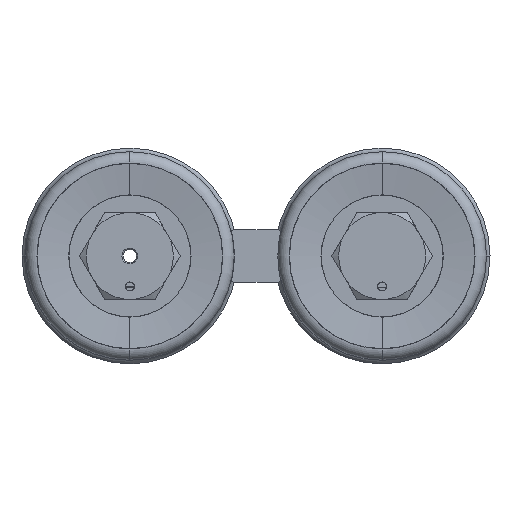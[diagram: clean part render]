
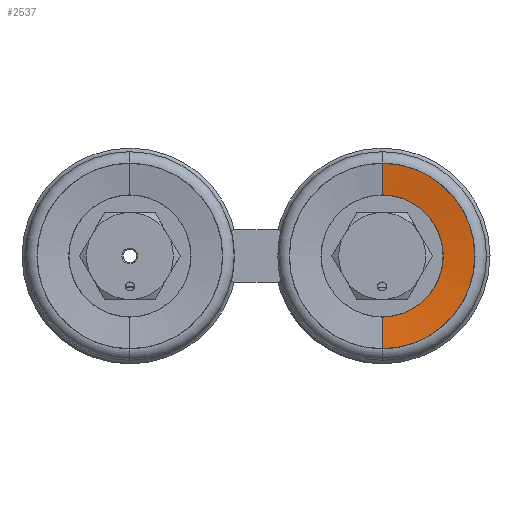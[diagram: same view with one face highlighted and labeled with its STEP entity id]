
A CAD part, left-side view. The second image highlights one B-rep face of the part: STEP entity #2537.
In plain terms, the highlighted conical face has half-angle 82.262 degrees and reference radius 33.814 mm.
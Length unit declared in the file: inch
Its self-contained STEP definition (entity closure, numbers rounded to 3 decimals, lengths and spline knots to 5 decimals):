
#606 = ORIENTED_EDGE ( 'NONE', *, *, #17547, .T. ) ;
#1179 = CONICAL_SURFACE ( 'NONE', #5670, 1.33125, 1.436 ) ;
#2537 = ADVANCED_FACE ( 'NONE', ( #10492 ), #1179, .F. ) ;
#2662 = CIRCLE ( 'NONE', #23002, 1.33125 ) ;
#2909 = CARTESIAN_POINT ( 'NONE',  ( 0.008, 0., 0.875 ) ) ;
#3267 = LINE ( 'NONE', #7039, #18934 ) ;
#3408 = VECTOR ( 'NONE', #10965, 39.37008 ) ;
#3759 = LINE ( 'NONE', #7184, #3408 ) ;
#3862 = AXIS2_PLACEMENT_3D ( 'NONE', #22782, #10055, #10170 ) ;
#4721 = DIRECTION ( 'NONE',  ( -1., 0., 0. ) ) ;
#5670 = AXIS2_PLACEMENT_3D ( 'NONE', #8595, #4721, #20980 ) ;
#5691 = EDGE_LOOP ( 'NONE', ( #16314, #18648, #606, #23234 ) ) ;
#6985 = DIRECTION ( 'NONE',  ( 0., -1., 0. ) ) ;
#7039 = CARTESIAN_POINT ( 'NONE',  ( -0.054, 0., -1.33125 ) ) ;
#7053 = VERTEX_POINT ( 'NONE', #12297 ) ;
#7184 = CARTESIAN_POINT ( 'NONE',  ( -0.054, 0., 1.33125 ) ) ;
#8595 = CARTESIAN_POINT ( 'NONE',  ( -0.054, 0., 0. ) ) ;
#8745 = DIRECTION ( 'NONE',  ( -1., 0., 0. ) ) ;
#10055 = DIRECTION ( 'NONE',  ( -1., 0., 0. ) ) ;
#10170 = DIRECTION ( 'NONE',  ( 0., 0., 1. ) ) ;
#10492 = FACE_OUTER_BOUND ( 'NONE', #5691, .T. ) ;
#10628 = EDGE_CURVE ( 'NONE', #17603, #11900, #22673, .T. ) ;
#10965 = DIRECTION ( 'NONE',  ( -0.135, 0., 0.991 ) ) ;
#11900 = VERTEX_POINT ( 'NONE', #2909 ) ;
#12106 = VERTEX_POINT ( 'NONE', #16066 ) ;
#12297 = CARTESIAN_POINT ( 'NONE',  ( -0.054, 0., -1.33125 ) ) ;
#12460 = DIRECTION ( 'NONE',  ( -0.135, 0., -0.991 ) ) ;
#16066 = CARTESIAN_POINT ( 'NONE',  ( -0.054, 0., 1.33125 ) ) ;
#16240 = EDGE_CURVE ( 'NONE', #17603, #7053, #3267, .T. ) ;
#16314 = ORIENTED_EDGE ( 'NONE', *, *, #10628, .F. ) ;
#17547 = EDGE_CURVE ( 'NONE', #7053, #12106, #2662, .T. ) ;
#17603 = VERTEX_POINT ( 'NONE', #21711 ) ;
#18244 = EDGE_CURVE ( 'NONE', #11900, #12106, #3759, .T. ) ;
#18648 = ORIENTED_EDGE ( 'NONE', *, *, #16240, .T. ) ;
#18934 = VECTOR ( 'NONE', #12460, 39.37008 ) ;
#20980 = DIRECTION ( 'NONE',  ( 0., 0., 1. ) ) ;
#21121 = CARTESIAN_POINT ( 'NONE',  ( -0.054, 0., 0. ) ) ;
#21711 = CARTESIAN_POINT ( 'NONE',  ( 0.008, 0., -0.875 ) ) ;
#22673 = CIRCLE ( 'NONE', #3862, 0.875 ) ;
#22782 = CARTESIAN_POINT ( 'NONE',  ( 0.008, 0., 0. ) ) ;
#23002 = AXIS2_PLACEMENT_3D ( 'NONE', #21121, #8745, #6985 ) ;
#23234 = ORIENTED_EDGE ( 'NONE', *, *, #18244, .F. ) ;
